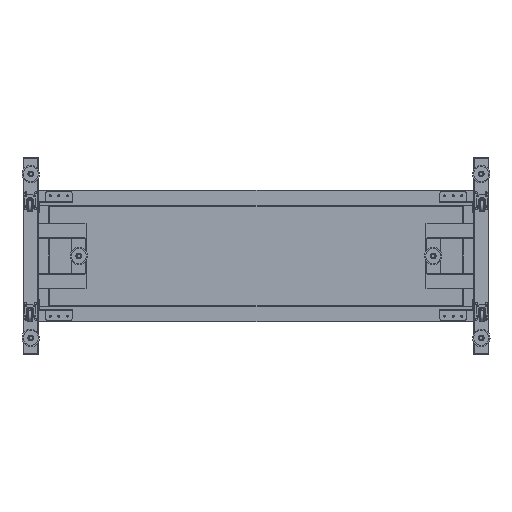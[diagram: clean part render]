
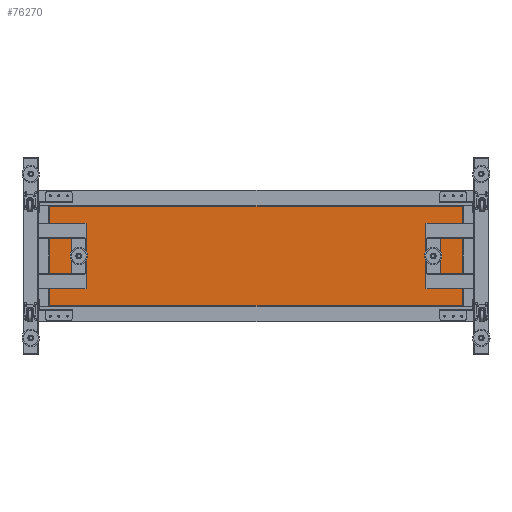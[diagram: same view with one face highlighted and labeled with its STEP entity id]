
A CAD part, front view. The second image highlights one B-rep face of the part: STEP entity #76270.
In plain terms, the highlighted planar face has unit normal (0, -1, 0).
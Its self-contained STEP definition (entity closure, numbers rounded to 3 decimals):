
#4588 = LINE ( 'NONE', #23770, #46606 ) ;
#8105 = CARTESIAN_POINT ( 'NONE',  ( 972.318, 555.441, -228.49 ) ) ;
#11335 = VECTOR ( 'NONE', #49566, 1000. ) ;
#12164 = EDGE_CURVE ( 'NONE', #13373, #60573, #45897, .T. ) ;
#13373 = VERTEX_POINT ( 'NONE', #77421 ) ;
#19370 = VECTOR ( 'NONE', #52050, 1000. ) ;
#23770 = CARTESIAN_POINT ( 'NONE',  ( -1424.662, 555.441, 228.49 ) ) ;
#24571 = LINE ( 'NONE', #25418, #11335 ) ;
#25418 = CARTESIAN_POINT ( 'NONE',  ( 672.318, 555.441, -228.49 ) ) ;
#28567 = PLANE ( 'NONE',  #74281 ) ;
#33581 = EDGE_CURVE ( 'NONE', #79787, #13373, #76448, .T. ) ;
#34311 = VECTOR ( 'NONE', #69893, 1000. ) ;
#34489 = DIRECTION ( 'NONE',  ( 1., 0., 0. ) ) ;
#35883 = ORIENTED_EDGE ( 'NONE', *, *, #33581, .F. ) ;
#36004 = VERTEX_POINT ( 'NONE', #51681 ) ;
#38405 = EDGE_CURVE ( 'NONE', #60573, #36004, #4588, .T. ) ;
#38570 = CARTESIAN_POINT ( 'NONE',  ( -1216.662, 555.441, -228.49 ) ) ;
#43526 = EDGE_CURVE ( 'NONE', #79787, #36004, #24571, .T. ) ;
#44602 = CARTESIAN_POINT ( 'NONE',  ( 672.318, 555.441, -228.49 ) ) ;
#45897 = LINE ( 'NONE', #38570, #19370 ) ;
#46581 = DIRECTION ( 'NONE',  ( 0., 0., 1. ) ) ;
#46606 = VECTOR ( 'NONE', #34489, 1000. ) ;
#46991 = FACE_OUTER_BOUND ( 'NONE', #51495, .T. ) ;
#49566 = DIRECTION ( 'NONE',  ( 0., 0., 1. ) ) ;
#49688 = ORIENTED_EDGE ( 'NONE', *, *, #12164, .F. ) ;
#51495 = EDGE_LOOP ( 'NONE', ( #49688, #35883, #57287, #76914 ) ) ;
#51681 = CARTESIAN_POINT ( 'NONE',  ( 672.318, 555.441, 228.49 ) ) ;
#52050 = DIRECTION ( 'NONE',  ( 0., 0., 1. ) ) ;
#57287 = ORIENTED_EDGE ( 'NONE', *, *, #43526, .T. ) ;
#58846 = DIRECTION ( 'NONE',  ( 0., 1., 0. ) ) ;
#60121 = CARTESIAN_POINT ( 'NONE',  ( -1216.662, 555.441, 228.49 ) ) ;
#60573 = VERTEX_POINT ( 'NONE', #60121 ) ;
#69893 = DIRECTION ( 'NONE',  ( -1., 0., 0. ) ) ;
#72341 = CARTESIAN_POINT ( 'NONE',  ( -226.172, 555.441, 0. ) ) ;
#74281 = AXIS2_PLACEMENT_3D ( 'NONE', #72341, #58846, #46581 ) ;
#76270 = ADVANCED_FACE ( 'NONE', ( #46991 ), #28567, .F. ) ;
#76448 = LINE ( 'NONE', #8105, #34311 ) ;
#76914 = ORIENTED_EDGE ( 'NONE', *, *, #38405, .F. ) ;
#77421 = CARTESIAN_POINT ( 'NONE',  ( -1216.662, 555.441, -228.49 ) ) ;
#79787 = VERTEX_POINT ( 'NONE', #44602 ) ;
